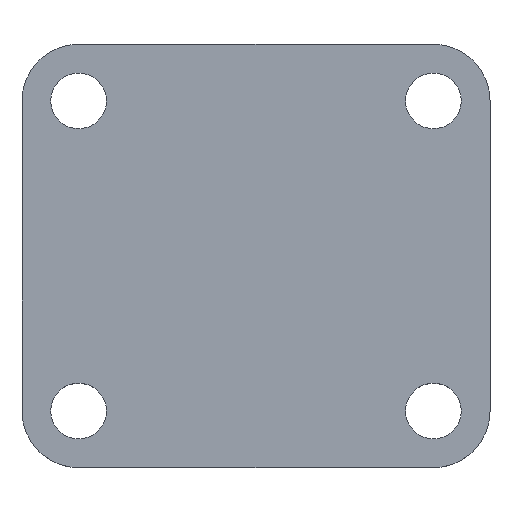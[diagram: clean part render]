
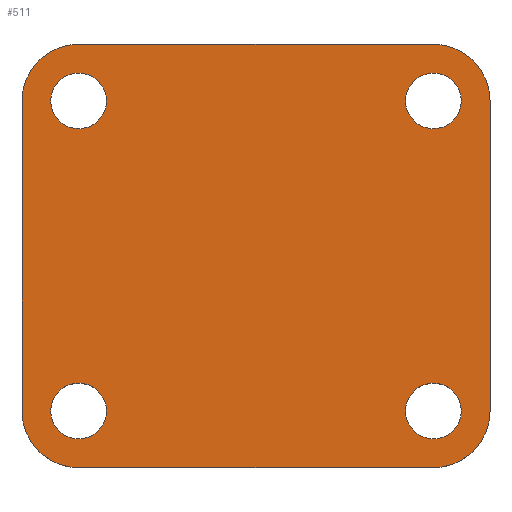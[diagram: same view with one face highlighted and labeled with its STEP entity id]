
A CAD part, top view. The second image highlights one B-rep face of the part: STEP entity #511.
In plain terms, the highlighted planar face has unit normal (0, 0, 1).
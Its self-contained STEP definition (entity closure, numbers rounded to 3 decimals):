
#15 = CIRCLE ( 'NONE', #173, 1.25 ) ;
#18 = CARTESIAN_POINT ( 'NONE',  ( 7.96, 9.5, 1.587 ) ) ;
#20 = DIRECTION ( 'NONE',  ( 1., 0., 0. ) ) ;
#23 = CIRCLE ( 'NONE', #49, 2.54 ) ;
#25 = CIRCLE ( 'NONE', #263, 2.54 ) ;
#27 = AXIS2_PLACEMENT_3D ( 'NONE', #297, #109, #62 ) ;
#34 = ORIENTED_EDGE ( 'NONE', *, *, #388, .T. ) ;
#49 = AXIS2_PLACEMENT_3D ( 'NONE', #380, #378, #449 ) ;
#55 = CARTESIAN_POINT ( 'NONE',  ( 7.96, -6.96, 1.587 ) ) ;
#56 = CIRCLE ( 'NONE', #93, 1.25 ) ;
#59 = FACE_BOUND ( 'NONE', #231, .T. ) ;
#60 = CARTESIAN_POINT ( 'NONE',  ( 10.5, -6.96, 1.587 ) ) ;
#62 = DIRECTION ( 'NONE',  ( 1., 0., 0. ) ) ;
#63 = DIRECTION ( 'NONE',  ( 0., 1., 0. ) ) ;
#67 = FACE_BOUND ( 'NONE', #95, .T. ) ;
#80 = VERTEX_POINT ( 'NONE', #144 ) ;
#81 = EDGE_CURVE ( 'NONE', #262, #262, #15, .T. ) ;
#91 = CARTESIAN_POINT ( 'NONE',  ( 7.96, 9.5, 1.587 ) ) ;
#93 = AXIS2_PLACEMENT_3D ( 'NONE', #160, #311, #504 ) ;
#95 = EDGE_LOOP ( 'NONE', ( #254 ) ) ;
#103 = EDGE_CURVE ( 'NONE', #80, #80, #229, .T. ) ;
#109 = DIRECTION ( 'NONE',  ( 0., 0., 1. ) ) ;
#111 = CARTESIAN_POINT ( 'NONE',  ( -10.5, 6.96, 1.587 ) ) ;
#114 = DIRECTION ( 'NONE',  ( -1., 0., 0. ) ) ;
#119 = DIRECTION ( 'NONE',  ( 0., 0., -1. ) ) ;
#124 = ORIENTED_EDGE ( 'NONE', *, *, #244, .T. ) ;
#125 = EDGE_CURVE ( 'NONE', #201, #455, #134, .T. ) ;
#128 = AXIS2_PLACEMENT_3D ( 'NONE', #485, #344, #307 ) ;
#129 = DIRECTION ( 'NONE',  ( 0., 0., 1. ) ) ;
#134 = LINE ( 'NONE', #348, #304 ) ;
#141 = CIRCLE ( 'NONE', #480, 1.25 ) ;
#143 = CARTESIAN_POINT ( 'NONE',  ( -7.96, 6.96, 1.587 ) ) ;
#144 = CARTESIAN_POINT ( 'NONE',  ( -6.71, -6.96, 1.587 ) ) ;
#146 = CARTESIAN_POINT ( 'NONE',  ( 9.21, -6.96, 1.587 ) ) ;
#159 = VERTEX_POINT ( 'NONE', #299 ) ;
#160 = CARTESIAN_POINT ( 'NONE',  ( 7.96, -6.96, 1.587 ) ) ;
#162 = VERTEX_POINT ( 'NONE', #425 ) ;
#164 = EDGE_LOOP ( 'NONE', ( #358 ) ) ;
#165 = CARTESIAN_POINT ( 'NONE',  ( 7.96, 6.96, 1.587 ) ) ;
#170 = ORIENTED_EDGE ( 'NONE', *, *, #103, .F. ) ;
#173 = AXIS2_PLACEMENT_3D ( 'NONE', #143, #492, #20 ) ;
#187 = DIRECTION ( 'NONE',  ( 1., 0., 0. ) ) ;
#200 = ORIENTED_EDGE ( 'NONE', *, *, #285, .T. ) ;
#201 = VERTEX_POINT ( 'NONE', #471 ) ;
#204 = ORIENTED_EDGE ( 'NONE', *, *, #293, .T. ) ;
#220 = DIRECTION ( 'NONE',  ( 1., 0., 0. ) ) ;
#229 = CIRCLE ( 'NONE', #27, 1.25 ) ;
#230 = DIRECTION ( 'NONE',  ( 0., 0., 1. ) ) ;
#231 = EDGE_LOOP ( 'NONE', ( #170 ) ) ;
#240 = EDGE_CURVE ( 'NONE', #472, #472, #56, .T. ) ;
#244 = EDGE_CURVE ( 'NONE', #455, #376, #25, .T. ) ;
#245 = ORIENTED_EDGE ( 'NONE', *, *, #484, .T. ) ;
#246 = CARTESIAN_POINT ( 'NONE',  ( 10.5, -6.96, 1.587 ) ) ;
#248 = VECTOR ( 'NONE', #63, 1000. ) ;
#252 = VECTOR ( 'NONE', #305, 1000. ) ;
#254 = ORIENTED_EDGE ( 'NONE', *, *, #240, .F. ) ;
#258 = EDGE_CURVE ( 'NONE', #376, #366, #430, .T. ) ;
#260 = CARTESIAN_POINT ( 'NONE',  ( -7.96, -6.96, 1.587 ) ) ;
#262 = VERTEX_POINT ( 'NONE', #269 ) ;
#263 = AXIS2_PLACEMENT_3D ( 'NONE', #55, #414, #187 ) ;
#266 = ORIENTED_EDGE ( 'NONE', *, *, #125, .T. ) ;
#268 = CARTESIAN_POINT ( 'NONE',  ( 10.5, 6.96, 1.587 ) ) ;
#269 = CARTESIAN_POINT ( 'NONE',  ( -6.71, 6.96, 1.587 ) ) ;
#270 = EDGE_CURVE ( 'NONE', #162, #162, #141, .T. ) ;
#279 = FACE_BOUND ( 'NONE', #164, .T. ) ;
#282 = CARTESIAN_POINT ( 'NONE',  ( -7.96, 9.5, 1.587 ) ) ;
#285 = EDGE_CURVE ( 'NONE', #394, #409, #513, .T. ) ;
#286 = EDGE_LOOP ( 'NONE', ( #245, #266, #124, #412, #34, #200, #361, #204 ) ) ;
#293 = EDGE_CURVE ( 'NONE', #296, #159, #294, .T. ) ;
#294 = LINE ( 'NONE', #343, #252 ) ;
#296 = VERTEX_POINT ( 'NONE', #111 ) ;
#297 = CARTESIAN_POINT ( 'NONE',  ( -7.96, -6.96, 1.587 ) ) ;
#299 = CARTESIAN_POINT ( 'NONE',  ( -10.5, -6.96, 1.587 ) ) ;
#304 = VECTOR ( 'NONE', #220, 1000. ) ;
#305 = DIRECTION ( 'NONE',  ( 0., -1., 0. ) ) ;
#307 = DIRECTION ( 'NONE',  ( -1., 0., 0. ) ) ;
#311 = DIRECTION ( 'NONE',  ( 0., 0., 1. ) ) ;
#320 = AXIS2_PLACEMENT_3D ( 'NONE', #165, #129, #328 ) ;
#328 = DIRECTION ( 'NONE',  ( 1., 0., 0. ) ) ;
#340 = VECTOR ( 'NONE', #114, 1000. ) ;
#343 = CARTESIAN_POINT ( 'NONE',  ( -10.5, -6.96, 1.587 ) ) ;
#344 = DIRECTION ( 'NONE',  ( 0., 0., 1. ) ) ;
#348 = CARTESIAN_POINT ( 'NONE',  ( 7.96, -9.5, 1.587 ) ) ;
#355 = CARTESIAN_POINT ( 'NONE',  ( 7.96, 6.96, 1.587 ) ) ;
#358 = ORIENTED_EDGE ( 'NONE', *, *, #81, .F. ) ;
#359 = FACE_BOUND ( 'NONE', #399, .T. ) ;
#361 = ORIENTED_EDGE ( 'NONE', *, *, #444, .T. ) ;
#363 = CARTESIAN_POINT ( 'NONE',  ( 7.96, -9.5, 1.587 ) ) ;
#366 = VERTEX_POINT ( 'NONE', #268 ) ;
#376 = VERTEX_POINT ( 'NONE', #246 ) ;
#378 = DIRECTION ( 'NONE',  ( 0., 0., 1. ) ) ;
#380 = CARTESIAN_POINT ( 'NONE',  ( -7.96, 6.96, 1.587 ) ) ;
#388 = EDGE_CURVE ( 'NONE', #366, #394, #495, .T. ) ;
#394 = VERTEX_POINT ( 'NONE', #91 ) ;
#399 = EDGE_LOOP ( 'NONE', ( #431 ) ) ;
#409 = VERTEX_POINT ( 'NONE', #282 ) ;
#412 = ORIENTED_EDGE ( 'NONE', *, *, #258, .T. ) ;
#414 = DIRECTION ( 'NONE',  ( 0., 0., 1. ) ) ;
#420 = DIRECTION ( 'NONE',  ( 1., 0., 0. ) ) ;
#421 = PLANE ( 'NONE',  #440 ) ;
#425 = CARTESIAN_POINT ( 'NONE',  ( 9.21, 6.96, 1.587 ) ) ;
#430 = LINE ( 'NONE', #60, #248 ) ;
#431 = ORIENTED_EDGE ( 'NONE', *, *, #270, .F. ) ;
#440 = AXIS2_PLACEMENT_3D ( 'NONE', #260, #119, #508 ) ;
#444 = EDGE_CURVE ( 'NONE', #409, #296, #23, .T. ) ;
#449 = DIRECTION ( 'NONE',  ( 1., 0., 0. ) ) ;
#452 = FACE_OUTER_BOUND ( 'NONE', #286, .T. ) ;
#455 = VERTEX_POINT ( 'NONE', #363 ) ;
#466 = CIRCLE ( 'NONE', #128, 2.54 ) ;
#471 = CARTESIAN_POINT ( 'NONE',  ( -7.96, -9.5, 1.587 ) ) ;
#472 = VERTEX_POINT ( 'NONE', #146 ) ;
#480 = AXIS2_PLACEMENT_3D ( 'NONE', #355, #230, #420 ) ;
#484 = EDGE_CURVE ( 'NONE', #159, #201, #466, .T. ) ;
#485 = CARTESIAN_POINT ( 'NONE',  ( -7.96, -6.96, 1.587 ) ) ;
#492 = DIRECTION ( 'NONE',  ( 0., 0., 1. ) ) ;
#495 = CIRCLE ( 'NONE', #320, 2.54 ) ;
#504 = DIRECTION ( 'NONE',  ( 1., 0., 0. ) ) ;
#508 = DIRECTION ( 'NONE',  ( -1., 0., 0. ) ) ;
#511 = ADVANCED_FACE ( 'NONE', ( #59, #67, #359, #279, #452 ), #421, .F. ) ;
#513 = LINE ( 'NONE', #18, #340 ) ;
